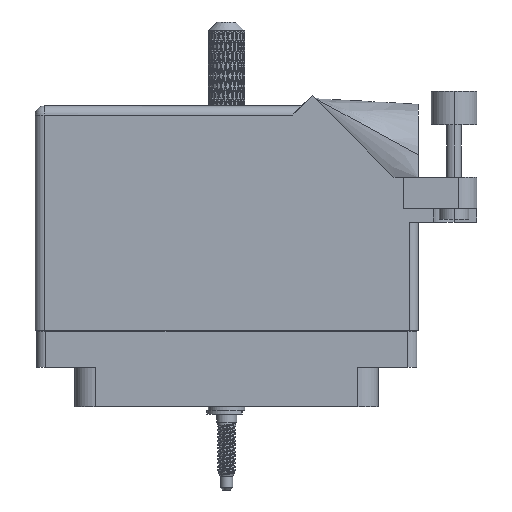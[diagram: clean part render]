
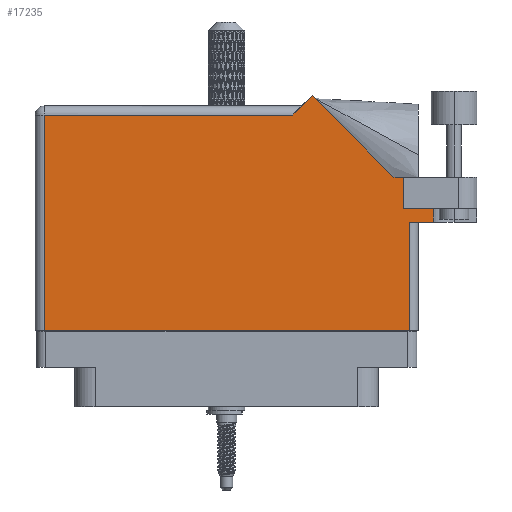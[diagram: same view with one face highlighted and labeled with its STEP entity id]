
A CAD part, front view. The second image highlights one B-rep face of the part: STEP entity #17235.
In plain terms, the highlighted face is planar.
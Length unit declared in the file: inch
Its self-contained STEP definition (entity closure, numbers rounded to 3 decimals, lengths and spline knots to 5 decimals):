
#1373 = DIRECTION ( 'NONE',  ( 0., 1., 0. ) ) ;
#2469 = EDGE_CURVE ( 'NONE', #102983, #89319, #92674, .T. ) ;
#3782 = DIRECTION ( 'NONE',  ( 1., 0., 0. ) ) ;
#5089 = EDGE_CURVE ( 'NONE', #62983, #72260, #62224, .T. ) ;
#7138 = ORIENTED_EDGE ( 'NONE', *, *, #12763, .T. ) ;
#8359 = VECTOR ( 'NONE', #64237, 39.37008 ) ;
#8377 = EDGE_CURVE ( 'NONE', #9129, #95272, #9312, .T. ) ;
#8543 = ORIENTED_EDGE ( 'NONE', *, *, #11154, .T. ) ;
#8986 = CARTESIAN_POINT ( 'NONE',  ( 1.14042, 0.944, 0.455 ) ) ;
#9129 = VERTEX_POINT ( 'NONE', #32293 ) ;
#9312 = LINE ( 'NONE', #85955, #20646 ) ;
#9998 = DIRECTION ( 'NONE',  ( 0., 1., 0. ) ) ;
#10814 = ORIENTED_EDGE ( 'NONE', *, *, #2469, .T. ) ;
#11031 = CARTESIAN_POINT ( 'NONE',  ( 0.513, 1.43, 0.455 ) ) ;
#11154 = EDGE_CURVE ( 'NONE', #9129, #102983, #101407, .T. ) ;
#12763 = EDGE_CURVE ( 'NONE', #101468, #111806, #55424, .T. ) ;
#13760 = EDGE_CURVE ( 'NONE', #97516, #101468, #110954, .T. ) ;
#13928 = VECTOR ( 'NONE', #3782, 39.37008 ) ;
#15544 = EDGE_CURVE ( 'NONE', #82104, #97516, #108083, .T. ) ;
#16591 = ORIENTED_EDGE ( 'NONE', *, *, #5089, .T. ) ;
#17235 = ADVANCED_FACE ( 'NONE', ( #39267 ), #51642, .F. ) ;
#19319 = CARTESIAN_POINT ( 'NONE',  ( 1.4075, 0.731, 0.455 ) ) ;
#20646 = VECTOR ( 'NONE', #76451, 39.37008 ) ;
#21061 = CARTESIAN_POINT ( 'NONE',  ( -1.244, 1.368, 0.455 ) ) ;
#24278 = DIRECTION ( 'NONE',  ( 0., 0., -1. ) ) ;
#28722 = AXIS2_PLACEMENT_3D ( 'NONE', #61648, #24278, #79641 ) ;
#29084 = CARTESIAN_POINT ( 'NONE',  ( 1.244, 0.637, 0.455 ) ) ;
#31083 = EDGE_LOOP ( 'NONE', ( #99046, #46357, #16591, #32686, #81997, #8543, #10814, #98370, #34780, #117374, #7138 ) ) ;
#31253 = LINE ( 'NONE', #50151, #105475 ) ;
#32293 = CARTESIAN_POINT ( 'NONE',  ( 1.206, 0.731, 0.455 ) ) ;
#32686 = ORIENTED_EDGE ( 'NONE', *, *, #86538, .F. ) ;
#34780 = ORIENTED_EDGE ( 'NONE', *, *, #15544, .T. ) ;
#36961 = CARTESIAN_POINT ( 'NONE',  ( 0.58371, 1.50071, 0.455 ) ) ;
#37089 = CARTESIAN_POINT ( 'NONE',  ( 1.306, 0.637, 0.455 ) ) ;
#38907 = LINE ( 'NONE', #52777, #50165 ) ;
#39267 = FACE_OUTER_BOUND ( 'NONE', #31083, .T. ) ;
#40342 = LINE ( 'NONE', #29084, #57414 ) ;
#42077 = CARTESIAN_POINT ( 'NONE',  ( 0.451, 1.368, 0.455 ) ) ;
#43252 = LINE ( 'NONE', #8986, #114567 ) ;
#43740 = DIRECTION ( 'NONE',  ( -1., 0., 0. ) ) ;
#44194 = VECTOR ( 'NONE', #43740, 39.37008 ) ;
#45727 = CARTESIAN_POINT ( 'NONE',  ( 1.4075, 0.637, 0.455 ) ) ;
#46357 = ORIENTED_EDGE ( 'NONE', *, *, #109880, .T. ) ;
#48096 = CARTESIAN_POINT ( 'NONE',  ( 1.244, 0.637, 0.455 ) ) ;
#50151 = CARTESIAN_POINT ( 'NONE',  ( 1.4075, 1.06177, 0.455 ) ) ;
#50165 = VECTOR ( 'NONE', #89928, 39.37008 ) ;
#51642 = PLANE ( 'NONE',  #28722 ) ;
#52777 = CARTESIAN_POINT ( 'NONE',  ( -1.306, -0.1, 0.455 ) ) ;
#52911 = CARTESIAN_POINT ( 'NONE',  ( 1.206, 0.944, 0.455 ) ) ;
#55424 = LINE ( 'NONE', #116711, #106886 ) ;
#57414 = VECTOR ( 'NONE', #1373, 39.37008 ) ;
#58559 = CARTESIAN_POINT ( 'NONE',  ( 1.244, -0.1, 0.455 ) ) ;
#60931 = DIRECTION ( 'NONE',  ( 0., -1., 0. ) ) ;
#60996 = EDGE_CURVE ( 'NONE', #111806, #61527, #38907, .T. ) ;
#61527 = VERTEX_POINT ( 'NONE', #58559 ) ;
#61648 = CARTESIAN_POINT ( 'NONE',  ( -1.306, 1.43, 0.455 ) ) ;
#61656 = CARTESIAN_POINT ( 'NONE',  ( 1.706, 0.944, 0.455 ) ) ;
#62224 = LINE ( 'NONE', #37089, #13928 ) ;
#62983 = VERTEX_POINT ( 'NONE', #48096 ) ;
#64237 = DIRECTION ( 'NONE',  ( -0.707, -0.707, 0. ) ) ;
#65553 = EDGE_CURVE ( 'NONE', #89319, #82104, #43252, .T. ) ;
#71480 = VECTOR ( 'NONE', #9998, 39.37008 ) ;
#71642 = CARTESIAN_POINT ( 'NONE',  ( 1.206, 0.731, 0.455 ) ) ;
#72260 = VERTEX_POINT ( 'NONE', #45727 ) ;
#76451 = DIRECTION ( 'NONE',  ( 1., 0., 0. ) ) ;
#77289 = CARTESIAN_POINT ( 'NONE',  ( -1.306, 1.368, 0.455 ) ) ;
#79641 = DIRECTION ( 'NONE',  ( -1., 0., 0. ) ) ;
#81997 = ORIENTED_EDGE ( 'NONE', *, *, #8377, .F. ) ;
#82104 = VERTEX_POINT ( 'NONE', #36961 ) ;
#85955 = CARTESIAN_POINT ( 'NONE',  ( 1.206, 0.731, 0.455 ) ) ;
#86538 = EDGE_CURVE ( 'NONE', #95272, #72260, #31253, .T. ) ;
#87383 = CARTESIAN_POINT ( 'NONE',  ( -1.244, -0.1, 0.455 ) ) ;
#89319 = VERTEX_POINT ( 'NONE', #114301 ) ;
#89928 = DIRECTION ( 'NONE',  ( 1., 0., 0. ) ) ;
#92674 = LINE ( 'NONE', #61656, #44194 ) ;
#95272 = VERTEX_POINT ( 'NONE', #19319 ) ;
#95317 = VECTOR ( 'NONE', #113545, 39.37008 ) ;
#97516 = VERTEX_POINT ( 'NONE', #42077 ) ;
#98127 = DIRECTION ( 'NONE',  ( -0.707, 0.707, 0. ) ) ;
#98370 = ORIENTED_EDGE ( 'NONE', *, *, #65553, .T. ) ;
#99046 = ORIENTED_EDGE ( 'NONE', *, *, #60996, .T. ) ;
#101407 = LINE ( 'NONE', #71642, #71480 ) ;
#101468 = VERTEX_POINT ( 'NONE', #21061 ) ;
#102983 = VERTEX_POINT ( 'NONE', #52911 ) ;
#105475 = VECTOR ( 'NONE', #60931, 39.37008 ) ;
#106886 = VECTOR ( 'NONE', #115508, 39.37008 ) ;
#108083 = LINE ( 'NONE', #11031, #8359 ) ;
#109880 = EDGE_CURVE ( 'NONE', #61527, #62983, #40342, .T. ) ;
#110954 = LINE ( 'NONE', #77289, #95317 ) ;
#111806 = VERTEX_POINT ( 'NONE', #87383 ) ;
#113545 = DIRECTION ( 'NONE',  ( -1., 0., 0. ) ) ;
#114301 = CARTESIAN_POINT ( 'NONE',  ( 1.14042, 0.944, 0.455 ) ) ;
#114567 = VECTOR ( 'NONE', #98127, 39.37008 ) ;
#115508 = DIRECTION ( 'NONE',  ( 0., -1., 0. ) ) ;
#116711 = CARTESIAN_POINT ( 'NONE',  ( -1.244, -0.1, 0.455 ) ) ;
#117374 = ORIENTED_EDGE ( 'NONE', *, *, #13760, .T. ) ;
